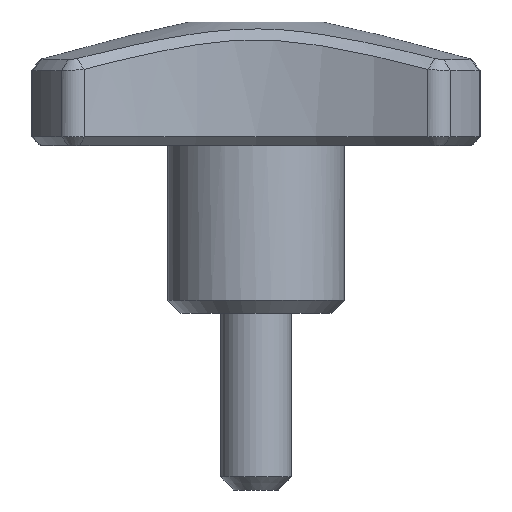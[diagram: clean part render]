
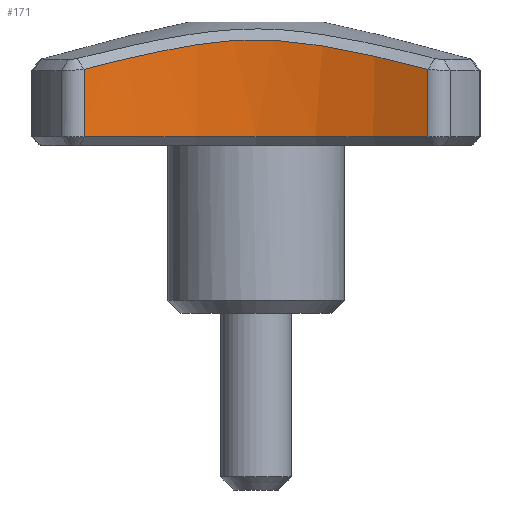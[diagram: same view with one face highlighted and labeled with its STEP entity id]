
A CAD part, front view. The second image highlights one B-rep face of the part: STEP entity #171.
In plain terms, the highlighted cylindrical face has radius 40 mm (diameter 80 mm), a partial arc.
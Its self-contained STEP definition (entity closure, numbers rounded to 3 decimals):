
#171 = ADVANCED_FACE( '', ( #370 ), #371, .F. );
#370 = FACE_OUTER_BOUND( '', #669, .T. );
#371 = CYLINDRICAL_SURFACE( '', #670, 40. );
#669 = EDGE_LOOP( '', ( #1116, #1117, #1118, #1119 ) );
#670 = AXIS2_PLACEMENT_3D( '', #1120, #1121, #1122 );
#1116 = ORIENTED_EDGE( '', *, *, #1421, .T. );
#1117 = ORIENTED_EDGE( '', *, *, #1517, .T. );
#1118 = ORIENTED_EDGE( '', *, *, #1476, .T. );
#1119 = ORIENTED_EDGE( '', *, *, #1518, .T. );
#1120 = CARTESIAN_POINT( '', ( 0., -51.948, 50. ) );
#1121 = DIRECTION( '', ( 0., 0., 1. ) );
#1122 = DIRECTION( '', ( -1., 0., 0. ) );
#1421 = EDGE_CURVE( '', #1620, #1676, #1681, .T. );
#1476 = EDGE_CURVE( '', #1654, #1766, #1767, .F. );
#1517 = EDGE_CURVE( '', #1676, #1654, #1819, .F. );
#1518 = EDGE_CURVE( '', #1766, #1620, #1820, .T. );
#1620 = VERTEX_POINT( '', #1978 );
#1654 = VERTEX_POINT( '', #2058 );
#1676 = VERTEX_POINT( '', #2085 );
#1681 = LINE( '', #2092, #2093 );
#1766 = VERTEX_POINT( '', #2292 );
#1767 = LINE( '', #2293, #2294 );
#1819 = CIRCLE( '', #2487, 40. );
#1820 = B_SPLINE_CURVE_WITH_KNOTS( '', 3, ( #2488, #2489, #2490, #2491, #2492, #2493, #2494, #2495, #2496, #2497, #2498, #2499, #2500, #2501, #2502, #2503, #2504, #2505, #2506, #2507, #2508, #2509, #2510, #2511, #2512, #2513, #2514, #2515, #2516, #2517, #2518, #2519, #2520, #2521, #2522, #2523, #2524, #2525, #2526, #2527, #2528 ), .UNSPECIFIED., .F., .F., ( 4, 1, 1, 1, 1, 1, 1, 1, 1, 1, 1, 1, 1, 1, 1, 1, 1, 1, 1, 1, 1, 1, 1, 1, 1, 1, 1, 1, 1, 1, 1, 1, 1, 1, 1, 1, 1, 1, 4 ), ( 0., 0.016, 0.033, 0.048, 0.063, 0.078, 0.093, 0.107, 0.12, 0.133, 0.146, 0.159, 0.17, 0.182, 0.193, 0.204, 0.214, 0.224, 0.233, 0.243, 0.251, 0.318, 0.376, 0.441, 0.501, 0.561, 0.626, 0.684, 0.751, 0.768, 0.787, 0.808, 0.831, 0.855, 0.881, 0.908, 0.937, 0.968, 1. ), .UNSPECIFIED. );
#1978 = CARTESIAN_POINT( '', ( -19.461, -17.001, 27.644 ) );
#2058 = CARTESIAN_POINT( '', ( 19.461, -17.001, 20. ) );
#2085 = CARTESIAN_POINT( '', ( -19.461, -17.001, 20. ) );
#2092 = CARTESIAN_POINT( '', ( -19.461, -17.001, 50. ) );
#2093 = VECTOR( '', #2815, 1000. );
#2292 = CARTESIAN_POINT( '', ( 19.461, -17.001, 27.643 ) );
#2293 = CARTESIAN_POINT( '', ( 19.461, -17.001, 50. ) );
#2294 = VECTOR( '', #2908, 1000. );
#2487 = AXIS2_PLACEMENT_3D( '', #2941, #2942, #2943 );
#2488 = CARTESIAN_POINT( '', ( 19.461, -17.001, 27.644 ) );
#2489 = CARTESIAN_POINT( '', ( 19.268, -16.895, 27.694 ) );
#2490 = CARTESIAN_POINT( '', ( 18.885, -16.684, 27.794 ) );
#2491 = CARTESIAN_POINT( '', ( 18.312, -16.384, 27.94 ) );
#2492 = CARTESIAN_POINT( '', ( 17.75, -16.1, 28.083 ) );
#2493 = CARTESIAN_POINT( '', ( 17.197, -15.832, 28.22 ) );
#2494 = CARTESIAN_POINT( '', ( 16.656, -15.579, 28.354 ) );
#2495 = CARTESIAN_POINT( '', ( 16.126, -15.341, 28.483 ) );
#2496 = CARTESIAN_POINT( '', ( 15.608, -15.117, 28.607 ) );
#2497 = CARTESIAN_POINT( '', ( 15.102, -14.907, 28.728 ) );
#2498 = CARTESIAN_POINT( '', ( 14.609, -14.71, 28.844 ) );
#2499 = CARTESIAN_POINT( '', ( 14.128, -14.525, 28.955 ) );
#2500 = CARTESIAN_POINT( '', ( 13.661, -14.352, 29.062 ) );
#2501 = CARTESIAN_POINT( '', ( 13.207, -14.19, 29.165 ) );
#2502 = CARTESIAN_POINT( '', ( 12.767, -14.039, 29.263 ) );
#2503 = CARTESIAN_POINT( '', ( 12.341, -13.898, 29.357 ) );
#2504 = CARTESIAN_POINT( '', ( 11.928, -13.767, 29.446 ) );
#2505 = CARTESIAN_POINT( '', ( 11.531, -13.645, 29.531 ) );
#2506 = CARTESIAN_POINT( '', ( 11.148, -13.532, 29.612 ) );
#2507 = CARTESIAN_POINT( '', ( 10.779, -13.427, 29.688 ) );
#2508 = CARTESIAN_POINT( '', ( 10.426, -13.33, 29.76 ) );
#2509 = CARTESIAN_POINT( '', ( 9.325, -13.038, 29.98 ) );
#2510 = CARTESIAN_POINT( '', ( 7.56, -12.641, 30.304 ) );
#2511 = CARTESIAN_POINT( '', ( 5.009, -12.236, 30.688 ) );
#2512 = CARTESIAN_POINT( '', ( 2.504, -11.999, 30.939 ) );
#2513 = CARTESIAN_POINT( '', ( -0.047, -11.922, 31.03 ) );
#2514 = CARTESIAN_POINT( '', ( -2.589, -12.004, 30.932 ) );
#2515 = CARTESIAN_POINT( '', ( -5.077, -12.245, 30.68 ) );
#2516 = CARTESIAN_POINT( '', ( -7.624, -12.654, 30.293 ) );
#2517 = CARTESIAN_POINT( '', ( -9.511, -13.081, 29.945 ) );
#2518 = CARTESIAN_POINT( '', ( -10.863, -13.449, 29.672 ) );
#2519 = CARTESIAN_POINT( '', ( -11.609, -13.667, 29.516 ) );
#2520 = CARTESIAN_POINT( '', ( -12.413, -13.919, 29.342 ) );
#2521 = CARTESIAN_POINT( '', ( -13.273, -14.21, 29.151 ) );
#2522 = CARTESIAN_POINT( '', ( -14.187, -14.544, 28.942 ) );
#2523 = CARTESIAN_POINT( '', ( -15.154, -14.924, 28.716 ) );
#2524 = CARTESIAN_POINT( '', ( -16.17, -15.356, 28.473 ) );
#2525 = CARTESIAN_POINT( '', ( -17.232, -15.844, 28.213 ) );
#2526 = CARTESIAN_POINT( '', ( -18.339, -16.39, 27.935 ) );
#2527 = CARTESIAN_POINT( '', ( -19.081, -16.794, 27.743 ) );
#2528 = CARTESIAN_POINT( '', ( -19.461, -17.001, 27.644 ) );
#2815 = DIRECTION( '', ( 0., 0., -1. ) );
#2908 = DIRECTION( '', ( 0., 0., -1. ) );
#2941 = CARTESIAN_POINT( '', ( 0., -51.948, 20. ) );
#2942 = DIRECTION( '', ( 0., 0., 1. ) );
#2943 = DIRECTION( '', ( 1., 0., 0. ) );
